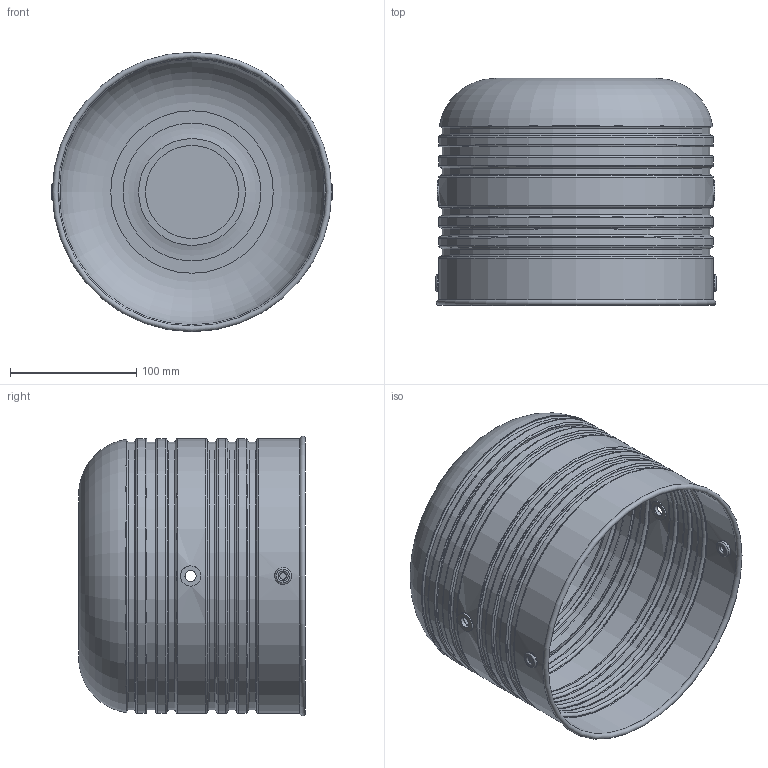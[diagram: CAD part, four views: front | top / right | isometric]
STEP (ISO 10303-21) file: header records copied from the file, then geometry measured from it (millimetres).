
FILE_DESCRIPTION(/* description */ (''),/* implementation_level */ '2;1');
FILE_NAME(/* name */ 'head.stp',/* time_stamp */ '2019-08-09T11:16:51-04:00',/* author */ ('thowison'),/* organization */ (''),/* preprocessor_version */ 'ST-DEVELOPER v17',/* originating_system */ 'Autodesk Inventor 2018',/* authorisation */ '');
FILE_SCHEMA (('AUTOMOTIVE_DESIGN { 1 0 10303 214 3 1 1 }'));
Length unit declared in the file: inch
Products named in the file (1): head scaled
Bounding box: 222.25 x 180.02 x 221.66 mm (x, y, z)
Volume: 151196.3 mm3; surface area: 320436.8 mm2
Topology: 1 solids, 1 shells, 121 faces, 337 edges, 239 vertices
Faces by surface type: torus 59, cylinder 43, plane 19
Full cylindrical faces by diameter (mm): 5.334 x4, 8.89 x2, 13.335 x4, 16.002 x4, 73.787 x1, 210.693 x6, 212.471 x6, 216.027 x6, 217.805 x6
Entity records: 4666 total; most frequent: CARTESIAN_POINT 1106, DIRECTION 831, ORIENTED_EDGE 674, AXIS2_PLACEMENT_3D 396, EDGE_CURVE 337, CIRCLE 274, VERTEX_POINT 239, EDGE_LOOP 146
